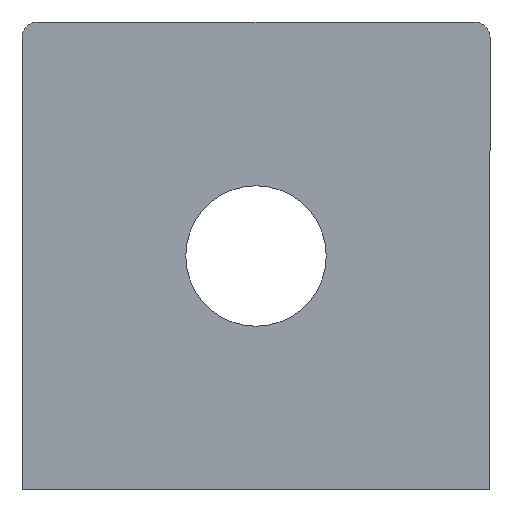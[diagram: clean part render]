
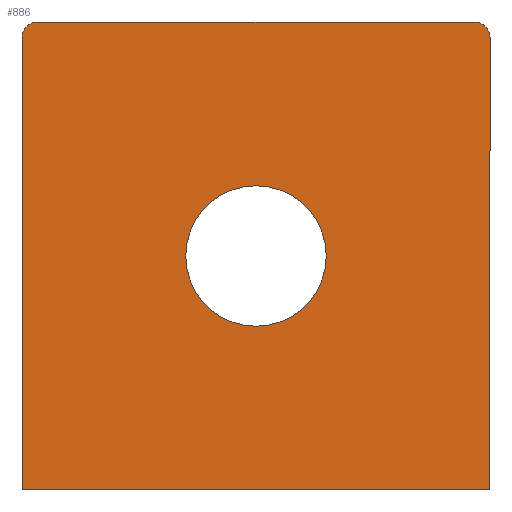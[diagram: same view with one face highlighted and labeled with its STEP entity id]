
A CAD part, front view. The second image highlights one B-rep face of the part: STEP entity #886.
In plain terms, the highlighted planar face has unit normal (0, -1, 0).
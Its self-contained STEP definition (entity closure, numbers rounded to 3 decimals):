
#226=CARTESIAN_POINT('',(-30.,0.0,0.));
#227=VERTEX_POINT('',#226);
#234=CARTESIAN_POINT('',(-30.,0.0,29.0));
#235=VERTEX_POINT('',#234);
#236=CARTESIAN_POINT('',(-30.,0.0,0.));
#237=DIRECTION('',(0.0,0.0,1.0));
#238=VECTOR('',#237,29.0);
#239=LINE('',#236,#238);
#240=EDGE_CURVE('',#227,#235,#239,.T.);
#458=CARTESIAN_POINT('',(-10.5,0.0,15.0));
#459=VERTEX_POINT('',#458);
#460=CARTESIAN_POINT('',(-15.,0.0,15.0));
#461=DIRECTION('',(0.0,1.0,0.0));
#462=DIRECTION('',(-1.0,0.0,0.0));
#463=AXIS2_PLACEMENT_3D('',#460,#461,#462);
#464=CIRCLE('',#463,4.5);
#465=EDGE_CURVE('',#459,#459,#464,.T.);
#523=CARTESIAN_POINT('',(-29.,0.0,30.0));
#524=VERTEX_POINT('',#523);
#525=CARTESIAN_POINT('',(-29.,0.0,29.0));
#526=DIRECTION('',(0.0,1.0,0.0));
#527=DIRECTION('',(-0.707,0.0,0.707));
#528=AXIS2_PLACEMENT_3D('',#525,#526,#527);
#529=CIRCLE('',#528,1.0);
#530=EDGE_CURVE('',#235,#524,#529,.T.);
#591=CARTESIAN_POINT('',(0.0,0.0,0.0));
#592=VERTEX_POINT('',#591);
#599=CARTESIAN_POINT('',(0.0,0.0,0.0));
#600=DIRECTION('',(-1.0,0.0,0.0));
#601=VECTOR('',#600,30.);
#602=LINE('',#599,#601);
#603=EDGE_CURVE('',#592,#227,#602,.T.);
#678=CARTESIAN_POINT('',(-1.,0.0,30.0));
#679=VERTEX_POINT('',#678);
#680=CARTESIAN_POINT('',(-29.,0.0,30.0));
#681=DIRECTION('',(1.0,0.0,0.0));
#682=VECTOR('',#681,28.);
#683=LINE('',#680,#682);
#684=EDGE_CURVE('',#524,#679,#683,.T.);
#813=CARTESIAN_POINT('',(0.,0.0,29.));
#814=VERTEX_POINT('',#813);
#815=CARTESIAN_POINT('',(-1.,0.0,29.));
#816=DIRECTION('',(0.0,1.0,0.0));
#817=DIRECTION('',(0.707,0.0,0.707));
#818=AXIS2_PLACEMENT_3D('',#815,#816,#817);
#819=CIRCLE('',#818,1.0);
#820=EDGE_CURVE('',#679,#814,#819,.T.);
#857=CARTESIAN_POINT('',(0.,0.0,29.));
#858=DIRECTION('',(0.0,0.0,-1.0));
#859=VECTOR('',#858,29.);
#860=LINE('',#857,#859);
#861=EDGE_CURVE('',#814,#592,#860,.T.);
#870=CARTESIAN_POINT('',(-15.,0.0,15.0));
#871=DIRECTION('',(0.0,-1.0,0.0));
#872=DIRECTION('',(0.0,0.0,-1.0));
#873=AXIS2_PLACEMENT_3D('',#870,#871,#872);
#874=PLANE('',#873);
#875=ORIENTED_EDGE('',*,*,#530,.F.);
#876=ORIENTED_EDGE('',*,*,#240,.F.);
#877=ORIENTED_EDGE('',*,*,#603,.F.);
#878=ORIENTED_EDGE('',*,*,#861,.F.);
#879=ORIENTED_EDGE('',*,*,#820,.F.);
#880=ORIENTED_EDGE('',*,*,#684,.F.);
#881=EDGE_LOOP('',(#875,#876,#877,#878,#879,#880));
#882=FACE_OUTER_BOUND('',#881,.T.);
#883=ORIENTED_EDGE('',*,*,#465,.T.);
#884=EDGE_LOOP('',(#883));
#885=FACE_BOUND('',#884,.T.);
#886=ADVANCED_FACE('',(#882,#885),#874,.T.);
